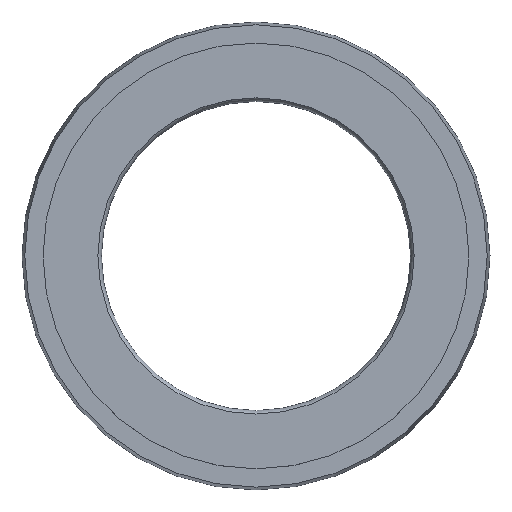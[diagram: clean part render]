
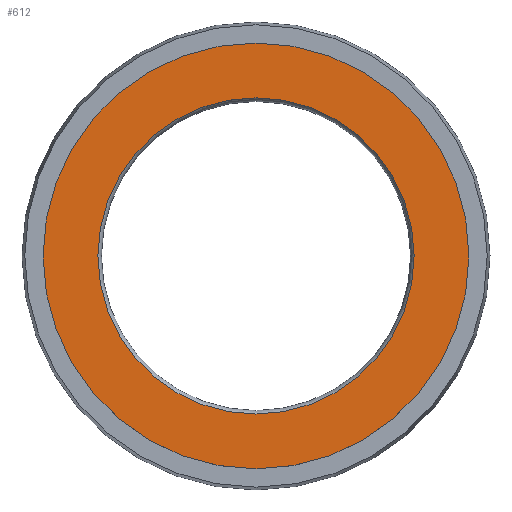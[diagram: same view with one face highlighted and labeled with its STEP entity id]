
A CAD part, top view. The second image highlights one B-rep face of the part: STEP entity #612.
In plain terms, the highlighted planar face has unit normal (0, 0, 1).
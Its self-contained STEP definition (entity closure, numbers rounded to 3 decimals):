
#26 = CIRCLE ( 'NONE', #327, 15.15 ) ;
#40 = DIRECTION ( 'NONE',  ( 1., 0., 0. ) ) ;
#48 = CIRCLE ( 'NONE', #642, 11.25 ) ;
#60 = EDGE_CURVE ( 'NONE', #326, #319, #204, .T. ) ;
#74 = DIRECTION ( 'NONE',  ( 0., 0., -1. ) ) ;
#115 = DIRECTION ( 'NONE',  ( 1., 0., 0. ) ) ;
#124 = AXIS2_PLACEMENT_3D ( 'NONE', #235, #484, #40 ) ;
#135 = DIRECTION ( 'NONE',  ( 0., 0., 1. ) ) ;
#149 = EDGE_LOOP ( 'NONE', ( #175, #192 ) ) ;
#151 = EDGE_CURVE ( 'NONE', #563, #205, #499, .T. ) ;
#152 = CARTESIAN_POINT ( 'NONE',  ( -11.25, 0., 0. ) ) ;
#172 = FACE_BOUND ( 'NONE', #149, .T. ) ;
#175 = ORIENTED_EDGE ( 'NONE', *, *, #60, .F. ) ;
#177 = DIRECTION ( 'NONE',  ( 0., 0., 1. ) ) ;
#192 = ORIENTED_EDGE ( 'NONE', *, *, #361, .F. ) ;
#193 = CARTESIAN_POINT ( 'NONE',  ( 15.15, 0., 0. ) ) ;
#204 = CIRCLE ( 'NONE', #510, 11.25 ) ;
#205 = VERTEX_POINT ( 'NONE', #193 ) ;
#219 = EDGE_LOOP ( 'NONE', ( #228, #368 ) ) ;
#228 = ORIENTED_EDGE ( 'NONE', *, *, #598, .T. ) ;
#235 = CARTESIAN_POINT ( 'NONE',  ( 0., 0., 0. ) ) ;
#282 = DIRECTION ( 'NONE',  ( 1., 0., 0. ) ) ;
#318 = AXIS2_PLACEMENT_3D ( 'NONE', #370, #74, #470 ) ;
#319 = VERTEX_POINT ( 'NONE', #152 ) ;
#323 = CARTESIAN_POINT ( 'NONE',  ( 0., 0., 0. ) ) ;
#326 = VERTEX_POINT ( 'NONE', #400 ) ;
#327 = AXIS2_PLACEMENT_3D ( 'NONE', #323, #177, #518 ) ;
#357 = DIRECTION ( 'NONE',  ( 0., 0., 1. ) ) ;
#361 = EDGE_CURVE ( 'NONE', #319, #326, #48, .T. ) ;
#368 = ORIENTED_EDGE ( 'NONE', *, *, #151, .T. ) ;
#370 = CARTESIAN_POINT ( 'NONE',  ( 0., 0., 0. ) ) ;
#400 = CARTESIAN_POINT ( 'NONE',  ( 11.25, 0., 0. ) ) ;
#423 = FACE_OUTER_BOUND ( 'NONE', #219, .T. ) ;
#429 = PLANE ( 'NONE',  #318 ) ;
#430 = CARTESIAN_POINT ( 'NONE',  ( 0., 0., 0. ) ) ;
#458 = CARTESIAN_POINT ( 'NONE',  ( 0., 0., 0. ) ) ;
#470 = DIRECTION ( 'NONE',  ( -1., 0., 0. ) ) ;
#484 = DIRECTION ( 'NONE',  ( 0., 0., 1. ) ) ;
#499 = CIRCLE ( 'NONE', #124, 15.15 ) ;
#510 = AXIS2_PLACEMENT_3D ( 'NONE', #430, #135, #282 ) ;
#518 = DIRECTION ( 'NONE',  ( 1., 0., 0. ) ) ;
#563 = VERTEX_POINT ( 'NONE', #567 ) ;
#567 = CARTESIAN_POINT ( 'NONE',  ( -15.15, 0., 0. ) ) ;
#598 = EDGE_CURVE ( 'NONE', #205, #563, #26, .T. ) ;
#612 = ADVANCED_FACE ( 'NONE', ( #172, #423 ), #429, .F. ) ;
#642 = AXIS2_PLACEMENT_3D ( 'NONE', #458, #357, #115 ) ;
